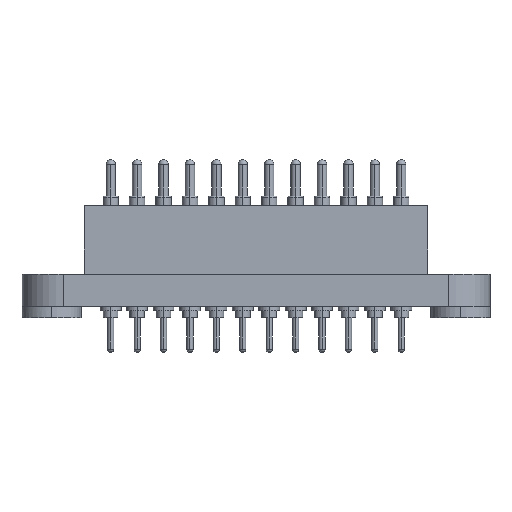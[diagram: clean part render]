
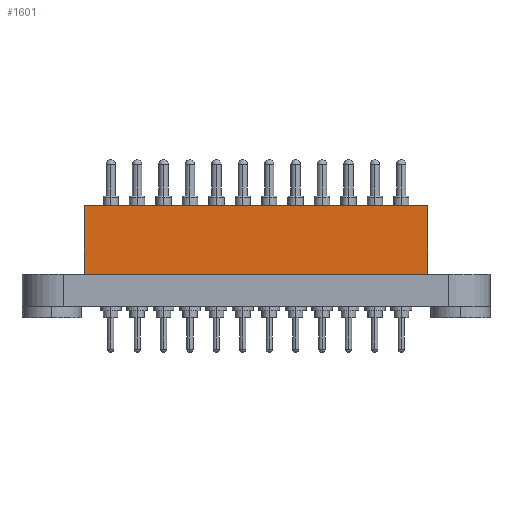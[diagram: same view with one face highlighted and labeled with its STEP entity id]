
A CAD part, top view. The second image highlights one B-rep face of the part: STEP entity #1601.
In plain terms, the highlighted planar face has unit normal (0, 0, 1).
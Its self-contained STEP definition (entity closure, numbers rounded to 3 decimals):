
#237 = LINE ( 'NONE', #2255, #732 ) ;
#324 = DIRECTION ( 'NONE',  ( -1., 0., 0. ) ) ;
#430 = EDGE_CURVE ( 'NONE', #2035, #435, #237, .T. ) ;
#435 = VERTEX_POINT ( 'NONE', #2695 ) ;
#459 = DIRECTION ( 'NONE',  ( 0., -1., 0. ) ) ;
#487 = ORIENTED_EDGE ( 'NONE', *, *, #430, .T. ) ;
#530 = CARTESIAN_POINT ( 'NONE',  ( 16.5, 3.29, 2.54 ) ) ;
#589 = CARTESIAN_POINT ( 'NONE',  ( -16.5, 3.29, 2.54 ) ) ;
#598 = ORIENTED_EDGE ( 'NONE', *, *, #932, .F. ) ;
#626 = CARTESIAN_POINT ( 'NONE',  ( 16.5, 3.29, 2.54 ) ) ;
#723 = DIRECTION ( 'NONE',  ( 0., -1., 0. ) ) ;
#732 = VECTOR ( 'NONE', #1998, 1000. ) ;
#786 = DIRECTION ( 'NONE',  ( 0., 0., -1. ) ) ;
#851 = LINE ( 'NONE', #626, #2085 ) ;
#909 = VECTOR ( 'NONE', #459, 1000. ) ;
#932 = EDGE_CURVE ( 'NONE', #1742, #1338, #851, .T. ) ;
#943 = LINE ( 'NONE', #2067, #909 ) ;
#1111 = EDGE_CURVE ( 'NONE', #1742, #2035, #943, .T. ) ;
#1175 = LINE ( 'NONE', #2292, #1726 ) ;
#1338 = VERTEX_POINT ( 'NONE', #530 ) ;
#1601 = ADVANCED_FACE ( 'NONE', ( #2333 ), #2359, .F. ) ;
#1717 = CARTESIAN_POINT ( 'NONE',  ( -16.5, -3.29, 2.54 ) ) ;
#1726 = VECTOR ( 'NONE', #723, 1000. ) ;
#1739 = DIRECTION ( 'NONE',  ( 1., 0., 0. ) ) ;
#1742 = VERTEX_POINT ( 'NONE', #589 ) ;
#1998 = DIRECTION ( 'NONE',  ( 1., 0., 0. ) ) ;
#2035 = VERTEX_POINT ( 'NONE', #1717 ) ;
#2067 = CARTESIAN_POINT ( 'NONE',  ( -16.5, 3.29, 2.54 ) ) ;
#2085 = VECTOR ( 'NONE', #1739, 1000. ) ;
#2115 = ORIENTED_EDGE ( 'NONE', *, *, #1111, .T. ) ;
#2255 = CARTESIAN_POINT ( 'NONE',  ( 16.5, -3.29, 2.54 ) ) ;
#2292 = CARTESIAN_POINT ( 'NONE',  ( 16.5, 3.29, 2.54 ) ) ;
#2333 = FACE_OUTER_BOUND ( 'NONE', #2828, .T. ) ;
#2359 = PLANE ( 'NONE',  #2425 ) ;
#2425 = AXIS2_PLACEMENT_3D ( 'NONE', #2561, #786, #324 ) ;
#2508 = ORIENTED_EDGE ( 'NONE', *, *, #2889, .F. ) ;
#2561 = CARTESIAN_POINT ( 'NONE',  ( 16.5, 3.29, 2.54 ) ) ;
#2695 = CARTESIAN_POINT ( 'NONE',  ( 16.5, -3.29, 2.54 ) ) ;
#2828 = EDGE_LOOP ( 'NONE', ( #487, #2508, #598, #2115 ) ) ;
#2889 = EDGE_CURVE ( 'NONE', #1338, #435, #1175, .T. ) ;
